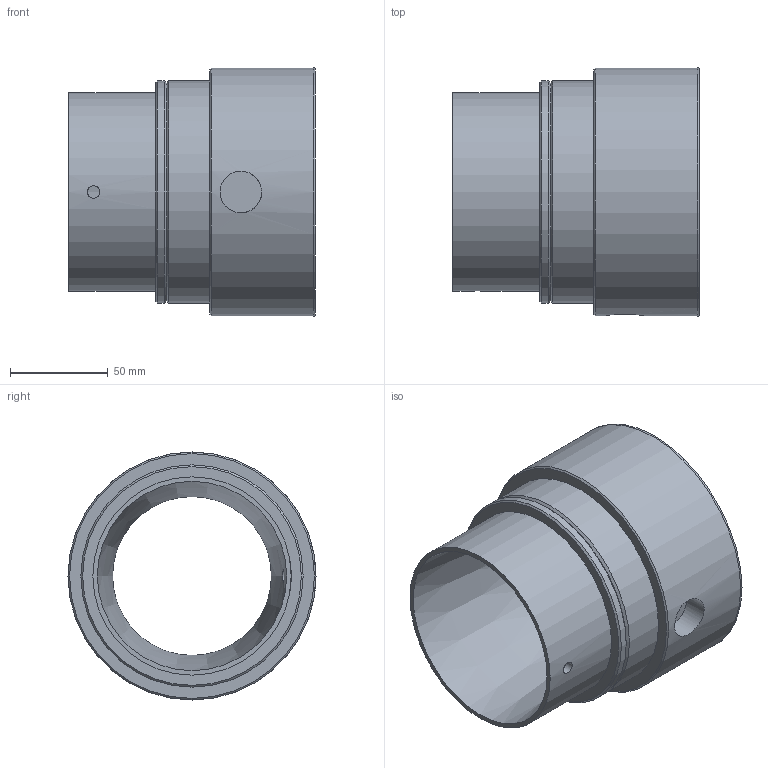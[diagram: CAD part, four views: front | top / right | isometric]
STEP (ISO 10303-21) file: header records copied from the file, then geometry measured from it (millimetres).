
FILE_DESCRIPTION((''),'2;1');
FILE_NAME('6034-3D.stp','2010-05-20T16:43:00',('michael witt'),(''),'Autodesk Inventor 2010','Autodesk Inventor 2010','');
FILE_SCHEMA(('AUTOMOTIVE_DESIGN { 1 0 10303 214 1 1 1 1 }'));
Length unit declared in the file: inch
Products named in the file (1): Part84
Bounding box: 126.28 x 127.13 x 127.13 mm (x, y, z)
Volume: 519607.7 mm3; surface area: 90456.5 mm2
Topology: 1 solids, 1 shells, 18 faces, 43 edges, 26 vertices
Faces by surface type: cylinder 7, cone 6, plane 4, torus 1
Full cylindrical faces by diameter (mm): 6.35 x1, 21.336 x1, 81.384 x1, 101.6 x1, 113.894 x2, 127 x1
Entity records: 500 total; most frequent: CARTESIAN_POINT 156, DIRECTION 70, ORIENTED_EDGE 38, EDGE_LOOP 38, AXIS2_PLACEMENT_3D 35, FACE_BOUND 20, VERTEX_POINT 19, EDGE_CURVE 19
